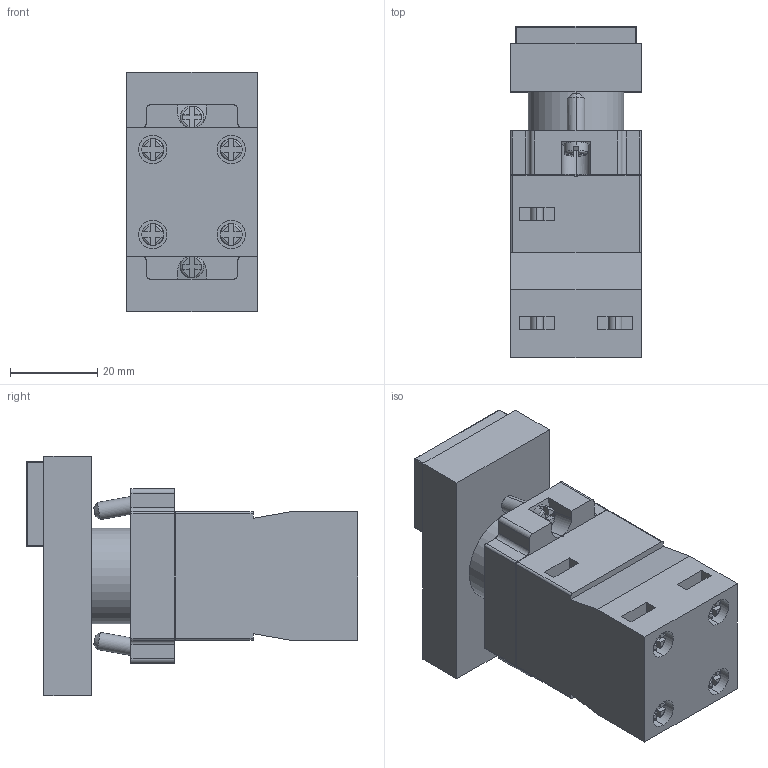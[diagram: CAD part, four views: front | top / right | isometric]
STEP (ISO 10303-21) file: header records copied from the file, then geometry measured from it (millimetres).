
FILE_DESCRIPTION (( 'STEP AP203' ), '1' );
FILE_NAME ('扱闀罻 LAY5-BW8465.STEP', '2018-09-04T07:00:43', ( '' ), ( '' ), 'SwSTEP 2.0', 'SolidWorks 2017', '' );
FILE_SCHEMA (( 'CONFIG_CONTROL_DESIGN' ));
Length unit declared in the file: millimetre
Products named in the file (1): 扱闀罻 LAY5-BW8465
Bounding box: 30 x 76 x 55 mm (x, y, z)
Volume: 66234 mm3; surface area: 19125.3 mm2
Topology: 1 solids, 1 shells, 327 faces, 846 edges, 548 vertices
Faces by surface type: plane 211, cylinder 88, torus 20, cone 4, sphere 4
Entity records: 10113 total; most frequent: CARTESIAN_POINT 1990, ORIENTED_EDGE 1684, DIRECTION 1650, EDGE_CURVE 842, VECTOR 562, LINE 562, VERTEX_POINT 548, AXIS2_PLACEMENT_3D 544
